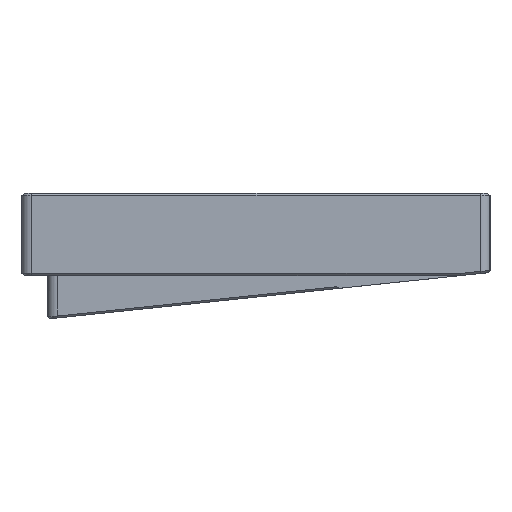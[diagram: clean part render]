
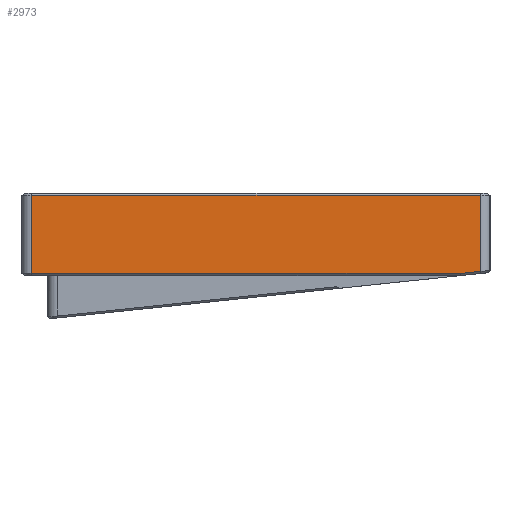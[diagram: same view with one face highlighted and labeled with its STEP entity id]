
A CAD part, left-side view. The second image highlights one B-rep face of the part: STEP entity #2973.
In plain terms, the highlighted planar face has unit normal (-1, 0, 0).
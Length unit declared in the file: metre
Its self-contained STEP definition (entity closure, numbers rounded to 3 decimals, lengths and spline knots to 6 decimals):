
#168=LINE('',#4777,#437);
#169=LINE('',#4780,#438);
#170=LINE('',#4782,#439);
#171=LINE('',#4784,#440);
#172=LINE('',#4786,#441);
#437=VECTOR('',#3747,1.);
#438=VECTOR('',#3748,1.);
#439=VECTOR('',#3749,1.);
#440=VECTOR('',#3750,1.);
#441=VECTOR('',#3751,1.);
#617=PLANE('',#3229);
#1018=ORIENTED_EDGE('',*,*,#1884,.T.);
#1019=ORIENTED_EDGE('',*,*,#1885,.T.);
#1020=ORIENTED_EDGE('',*,*,#1886,.T.);
#1021=ORIENTED_EDGE('',*,*,#1887,.T.);
#1022=ORIENTED_EDGE('',*,*,#1888,.T.);
#1884=EDGE_CURVE('',#2313,#2314,#168,.T.);
#1885=EDGE_CURVE('',#2314,#2315,#169,.T.);
#1886=EDGE_CURVE('',#2315,#2316,#170,.T.);
#1887=EDGE_CURVE('',#2316,#2317,#171,.T.);
#1888=EDGE_CURVE('',#2317,#2313,#172,.F.);
#2313=VERTEX_POINT('',#4778);
#2314=VERTEX_POINT('',#4779);
#2315=VERTEX_POINT('',#4781);
#2316=VERTEX_POINT('',#4783);
#2317=VERTEX_POINT('',#4785);
#2487=EDGE_LOOP('',(#1018,#1019,#1020,#1021,#1022));
#2695=FACE_BOUND('',#2487,.T.);
#2973=ADVANCED_FACE('',(#2695),#617,.T.);
#3229=AXIS2_PLACEMENT_3D('',#4776,#3745,#3746);
#3745=DIRECTION('',(-1.,0.,0.));
#3746=DIRECTION('',(0.,0.,1.));
#3747=DIRECTION('',(0.,-1.,0.));
#3748=DIRECTION('',(0.,-0.995,0.105));
#3749=DIRECTION('',(0.,0.,1.));
#3750=DIRECTION('',(0.,1.,0.));
#3751=DIRECTION('',(0.,0.,1.));
#4776=CARTESIAN_POINT('',(-0.14785,0.,-0.000002));
#4777=CARTESIAN_POINT('',(-0.14785,0.,0.011347));
#4778=CARTESIAN_POINT('',(-0.14785,0.05285,0.011347));
#4779=CARTESIAN_POINT('',(-0.14785,-0.048074,0.011347));
#4780=CARTESIAN_POINT('',(-0.14785,0.000655,0.006225));
#4781=CARTESIAN_POINT('',(-0.14785,-0.05285,0.011849));
#4782=CARTESIAN_POINT('',(-0.14785,-0.05285,0.030247));
#4783=CARTESIAN_POINT('',(-0.14785,-0.05285,0.029747));
#4784=CARTESIAN_POINT('',(-0.14785,0.05285,0.029747));
#4785=CARTESIAN_POINT('',(-0.14785,0.05285,0.029747));
#4786=CARTESIAN_POINT('',(-0.14785,0.05285,-0.000002));
